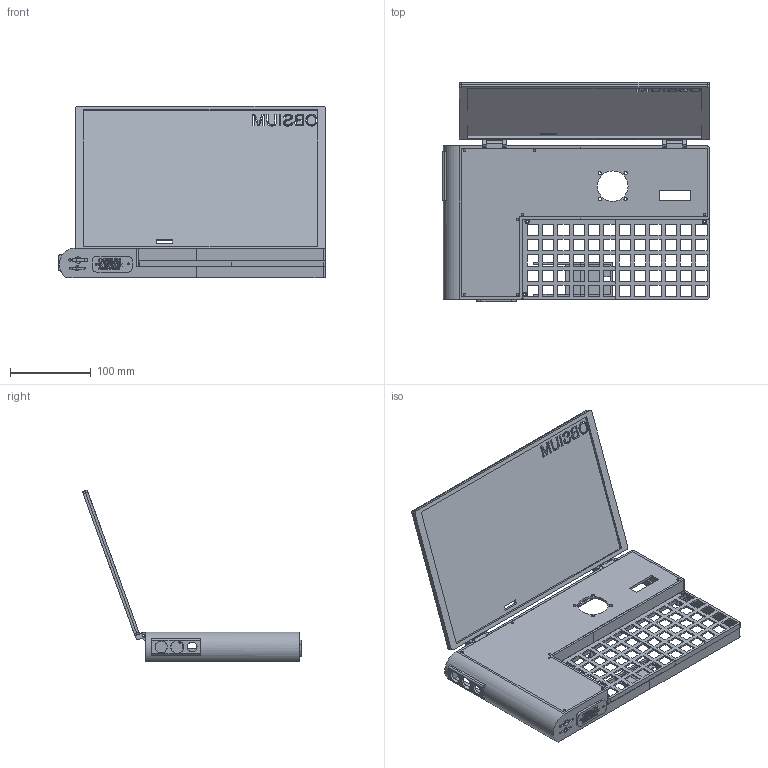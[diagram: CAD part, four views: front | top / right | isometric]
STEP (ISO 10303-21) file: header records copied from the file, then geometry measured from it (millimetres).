
FILE_DESCRIPTION(/* description */ (''),/* implementation_level */ '2;1');
FILE_NAME(/* name */ 'cdv6 rev2 13062023.step',/* time_stamp */ '2023-06-12T15:16:36+02:00',/* author */ (''),/* organization */ (''),/* preprocessor_version */ 'ST-DEVELOPER v19.2',/* originating_system */ 'Autodesk Translation Framework v12.6.0.85',/* authorisation */ '');
FILE_SCHEMA (('AUTOMOTIVE_DESIGN { 1 0 10303 214 3 1 1 }'));
Length unit declared in the file: millimetre
Products named in the file (13): cyberdeck v6; keyboard; Komponent8; Komponent9; side plate; top cover; bottom display; main body; Komponent15; Komponent16; Komponent19; top display; zawias
Assembly tree (13 placements, depth 3):
  cyberdeck v6
    keyboard
      Komponent8
      Komponent9
    side plate
    top cover
    bottom display
    main body
      Komponent15
      Komponent16
      Komponent19
    top display
    zawias  x2
Bounding box: 331 x 271.42 x 212.99 mm (x, y, z)
Volume: 478399.9 mm3; surface area: 352130 mm2
Topology: 13 solids, 13 shells, 1383 faces, 3922 edges, 2607 vertices
Faces by surface type: plane 809, bspline 425, cylinder 149
Full cylindrical faces by diameter (mm): 2 x1, 2.5 x9, 3 x18, 3.5 x9, 4 x9, 5.5 x3, 12 x1, 15 x1, 16 x1, 38 x1
Entity records: 49880 total; most frequent: CARTESIAN_POINT 16186, ORIENTED_EDGE 7748, DIRECTION 5268, EDGE_CURVE 3874, LINE 2702, VECTOR 2702, VERTEX_POINT 2575, EDGE_LOOP 1645
